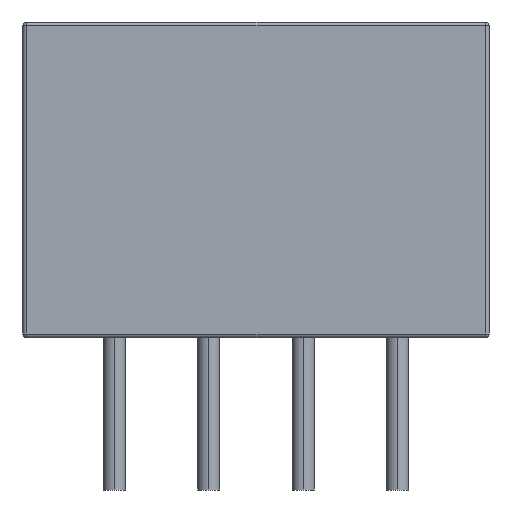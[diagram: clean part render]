
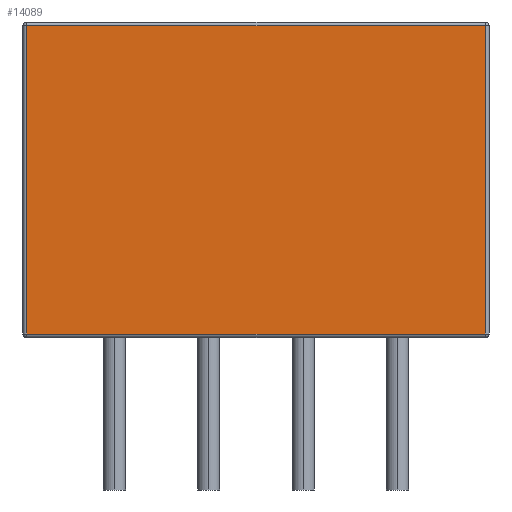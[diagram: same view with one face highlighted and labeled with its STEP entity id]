
A CAD part, left-side view. The second image highlights one B-rep face of the part: STEP entity #14089.
In plain terms, the highlighted planar face has unit normal (-1, 0, 0).
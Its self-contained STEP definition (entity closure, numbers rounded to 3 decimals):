
#10406 = VERTEX_POINT('',#10407);
#10407 = CARTESIAN_POINT('',(0.25,0.175,8.55));
#10416 = EDGE_CURVE('',#10406,#10417,#10419,.T.);
#10417 = VERTEX_POINT('',#10418);
#10418 = CARTESIAN_POINT('',(0.25,0.175,0.25));
#10419 = LINE('',#10420,#10421);
#10420 = CARTESIAN_POINT('',(0.25,0.175,8.65));
#10421 = VECTOR('',#10422,1.);
#10422 = DIRECTION('',(0.,0.,-1.));
#14089 = ADVANCED_FACE('',(#14090),#14115,.F.);
#14090 = FACE_BOUND('',#14091,.T.);
#14091 = EDGE_LOOP('',(#14092,#14100,#14108,#14114));
#14092 = ORIENTED_EDGE('',*,*,#14093,.F.);
#14093 = EDGE_CURVE('',#14094,#10406,#14096,.T.);
#14094 = VERTEX_POINT('',#14095);
#14095 = CARTESIAN_POINT('',(0.25,12.525,8.55));
#14096 = LINE('',#14097,#14098);
#14097 = CARTESIAN_POINT('',(0.25,12.625,8.55));
#14098 = VECTOR('',#14099,1.);
#14099 = DIRECTION('',(0.,-1.,0.));
#14100 = ORIENTED_EDGE('',*,*,#14101,.T.);
#14101 = EDGE_CURVE('',#14094,#14102,#14104,.T.);
#14102 = VERTEX_POINT('',#14103);
#14103 = CARTESIAN_POINT('',(0.25,12.525,0.25));
#14104 = LINE('',#14105,#14106);
#14105 = CARTESIAN_POINT('',(0.25,12.525,8.65));
#14106 = VECTOR('',#14107,1.);
#14107 = DIRECTION('',(0.,0.,-1.));
#14108 = ORIENTED_EDGE('',*,*,#14109,.T.);
#14109 = EDGE_CURVE('',#14102,#10417,#14110,.T.);
#14110 = LINE('',#14111,#14112);
#14111 = CARTESIAN_POINT('',(0.25,12.625,0.25));
#14112 = VECTOR('',#14113,1.);
#14113 = DIRECTION('',(0.,-1.,0.));
#14114 = ORIENTED_EDGE('',*,*,#10416,.F.);
#14115 = PLANE('',#14116);
#14116 = AXIS2_PLACEMENT_3D('',#14117,#14118,#14119);
#14117 = CARTESIAN_POINT('',(0.25,12.625,8.65));
#14118 = DIRECTION('',(1.,0.,0.));
#14119 = DIRECTION('',(0.,1.,0.));
